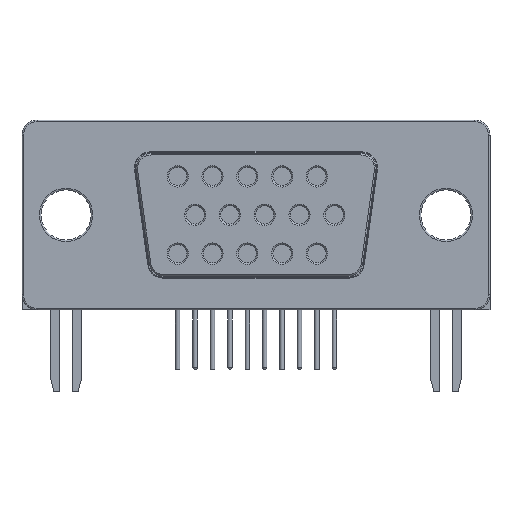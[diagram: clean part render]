
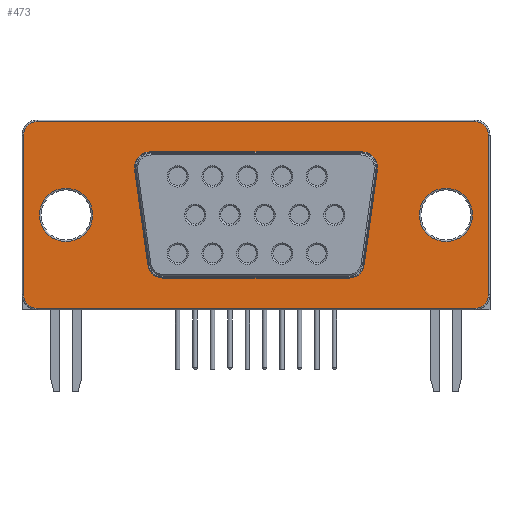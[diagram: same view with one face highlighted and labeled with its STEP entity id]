
A CAD part, front view. The second image highlights one B-rep face of the part: STEP entity #473.
In plain terms, the highlighted planar face has unit normal (0, -1, 0).
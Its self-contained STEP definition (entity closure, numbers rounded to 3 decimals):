
#36=DIRECTION('',(0.,-1.,0.));
#37=DIRECTION('',(0.,0.,1.));
#52=DIRECTION('',(0.,1.,0.));
#106=DIRECTION('',(0.,0.,-1.));
#112=VECTOR('',#113,1.);
#113=DIRECTION('',(1.,0.,0.));
#173=VECTOR('',#174,1.);
#174=DIRECTION('',(-1.,0.,0.));
#197=VERTEX_POINT('',#198);
#198=CARTESIAN_POINT('',(-11.01,-7.29,10.4));
#202=EDGE_CURVE('',#197,#203,#205,.T.);
#203=VERTEX_POINT('',#204);
#204=CARTESIAN_POINT('',(-12.001,-7.29,9.263));
#205=CIRCLE('',#206,1.);
#206=AXIS2_PLACEMENT_3D('',#207,#36,#106);
#207=CARTESIAN_POINT('',(-11.01,-7.29,9.4));
#258=VERTEX_POINT('',#259);
#259=CARTESIAN_POINT('',(2.995,-7.29,10.4));
#262=EDGE_CURVE('',#197,#258,#263,.T.);
#263=LINE('',#264,#112);
#264=CARTESIAN_POINT('',(-12.158,-7.29,10.4));
#473=ADVANCED_FACE('',(#474,#526,#535,#580),#589,.T.);
#474=FACE_BOUND('',#475,.T.);
#475=EDGE_LOOP('',(#476,#485,#491,#498,#503,#510,#516,#523));
#476=ORIENTED_EDGE('',*,*,#477,.T.);
#477=EDGE_CURVE('',#478,#480,#482,.T.);
#478=VERTEX_POINT('',#479);
#479=CARTESIAN_POINT('',(-18.408,-7.29,12.4));
#480=VERTEX_POINT('',#481);
#481=CARTESIAN_POINT('',(-19.308,-7.29,11.5));
#482=CIRCLE('',#483,0.9);
#483=AXIS2_PLACEMENT_3D('',#484,#36,#37);
#484=CARTESIAN_POINT('',(-18.408,-7.29,11.5));
#485=ORIENTED_EDGE('',*,*,#486,.T.);
#486=EDGE_CURVE('',#480,#487,#489,.T.);
#487=VERTEX_POINT('',#488);
#488=CARTESIAN_POINT('',(-19.308,-7.29,1.));
#489=LINE('',#481,#490);
#490=VECTOR('',#106,1.);
#491=ORIENTED_EDGE('',*,*,#492,.T.);
#492=EDGE_CURVE('',#487,#493,#495,.T.);
#493=VERTEX_POINT('',#494);
#494=CARTESIAN_POINT('',(-18.408,-7.29,0.1));
#495=CIRCLE('',#496,0.9);
#496=AXIS2_PLACEMENT_3D('',#497,#36,#174);
#497=CARTESIAN_POINT('',(-18.408,-7.29,1.));
#498=ORIENTED_EDGE('',*,*,#499,.T.);
#499=EDGE_CURVE('',#493,#500,#502,.T.);
#500=VERTEX_POINT('',#501);
#501=CARTESIAN_POINT('',(10.393,-7.29,0.1));
#502=LINE('',#494,#112);
#503=ORIENTED_EDGE('',*,*,#504,.T.);
#504=EDGE_CURVE('',#500,#505,#507,.T.);
#505=VERTEX_POINT('',#506);
#506=CARTESIAN_POINT('',(11.293,-7.29,1.));
#507=CIRCLE('',#508,0.9);
#508=AXIS2_PLACEMENT_3D('',#509,#36,#106);
#509=CARTESIAN_POINT('',(10.393,-7.29,1.));
#510=ORIENTED_EDGE('',*,*,#511,.T.);
#511=EDGE_CURVE('',#505,#512,#514,.T.);
#512=VERTEX_POINT('',#513);
#513=CARTESIAN_POINT('',(11.293,-7.29,11.5));
#514=LINE('',#506,#515);
#515=VECTOR('',#37,1.);
#516=ORIENTED_EDGE('',*,*,#517,.T.);
#517=EDGE_CURVE('',#512,#518,#520,.T.);
#518=VERTEX_POINT('',#519);
#519=CARTESIAN_POINT('',(10.393,-7.29,12.4));
#520=CIRCLE('',#521,0.9);
#521=AXIS2_PLACEMENT_3D('',#522,#36,#113);
#522=CARTESIAN_POINT('',(10.393,-7.29,11.5));
#523=ORIENTED_EDGE('',*,*,#524,.T.);
#524=EDGE_CURVE('',#518,#478,#525,.T.);
#525=LINE('',#519,#173);
#526=FACE_BOUND('',#527,.T.);
#527=EDGE_LOOP('',(#528));
#528=ORIENTED_EDGE('',*,*,#529,.F.);
#529=EDGE_CURVE('',#530,#530,#532,.T.);
#530=VERTEX_POINT('',#531);
#531=CARTESIAN_POINT('',(-14.758,-7.29,6.25));
#532=CIRCLE('',#533,1.75);
#533=AXIS2_PLACEMENT_3D('',#534,#36,#113);
#534=CARTESIAN_POINT('',(-16.508,-7.29,6.25));
#535=FACE_BOUND('',#536,.T.);
#536=EDGE_LOOP('',(#537,#545,#552,#558,#559,#560,#567,#575));
#537=ORIENTED_EDGE('',*,*,#538,.T.);
#538=EDGE_CURVE('',#539,#541,#543,.T.);
#539=VERTEX_POINT('',#540);
#540=CARTESIAN_POINT('',(2.126,-7.29,2.1));
#541=VERTEX_POINT('',#542);
#542=CARTESIAN_POINT('',(-10.141,-7.29,2.1));
#543=LINE('',#544,#173);
#544=CARTESIAN_POINT('',(2.998,-7.29,2.1));
#545=ORIENTED_EDGE('',*,*,#546,.T.);
#546=EDGE_CURVE('',#541,#547,#549,.T.);
#547=VERTEX_POINT('',#548);
#548=CARTESIAN_POINT('',(-11.132,-7.29,2.963));
#549=CIRCLE('',#550,1.);
#550=AXIS2_PLACEMENT_3D('',#551,#52,#106);
#551=CARTESIAN_POINT('',(-10.141,-7.29,3.1));
#552=ORIENTED_EDGE('',*,*,#553,.T.);
#553=EDGE_CURVE('',#547,#203,#554,.T.);
#554=LINE('',#555,#556);
#555=CARTESIAN_POINT('',(-11.013,-7.29,2.1));
#556=VECTOR('',#557,1.);
#557=DIRECTION('',(-0.137,0.,0.991));
#558=ORIENTED_EDGE('',*,*,#202,.F.);
#559=ORIENTED_EDGE('',*,*,#262,.T.);
#560=ORIENTED_EDGE('',*,*,#561,.T.);
#561=EDGE_CURVE('',#258,#562,#564,.T.);
#562=VERTEX_POINT('',#563);
#563=CARTESIAN_POINT('',(3.986,-7.29,9.263));
#564=CIRCLE('',#565,1.);
#565=AXIS2_PLACEMENT_3D('',#566,#52,#106);
#566=CARTESIAN_POINT('',(2.995,-7.29,9.4));
#567=ORIENTED_EDGE('',*,*,#568,.T.);
#568=EDGE_CURVE('',#562,#569,#571,.T.);
#569=VERTEX_POINT('',#570);
#570=CARTESIAN_POINT('',(3.117,-7.29,2.963));
#571=LINE('',#572,#573);
#572=CARTESIAN_POINT('',(4.143,-7.29,10.4));
#573=VECTOR('',#574,1.);
#574=DIRECTION('',(-0.137,0.,-0.991));
#575=ORIENTED_EDGE('',*,*,#576,.T.);
#576=EDGE_CURVE('',#569,#539,#577,.T.);
#577=CIRCLE('',#578,1.);
#578=AXIS2_PLACEMENT_3D('',#579,#52,#106);
#579=CARTESIAN_POINT('',(2.126,-7.29,3.1));
#580=FACE_BOUND('',#581,.T.);
#581=EDGE_LOOP('',(#582));
#582=ORIENTED_EDGE('',*,*,#583,.F.);
#583=EDGE_CURVE('',#584,#584,#586,.T.);
#584=VERTEX_POINT('',#585);
#585=CARTESIAN_POINT('',(10.243,-7.29,6.25));
#586=CIRCLE('',#587,1.75);
#587=AXIS2_PLACEMENT_3D('',#588,#36,#113);
#588=CARTESIAN_POINT('',(8.493,-7.29,6.25));
#589=PLANE('',#590);
#590=AXIS2_PLACEMENT_3D('',#591,#36,#113);
#591=CARTESIAN_POINT('',(-4.008,-7.29,6.25));
